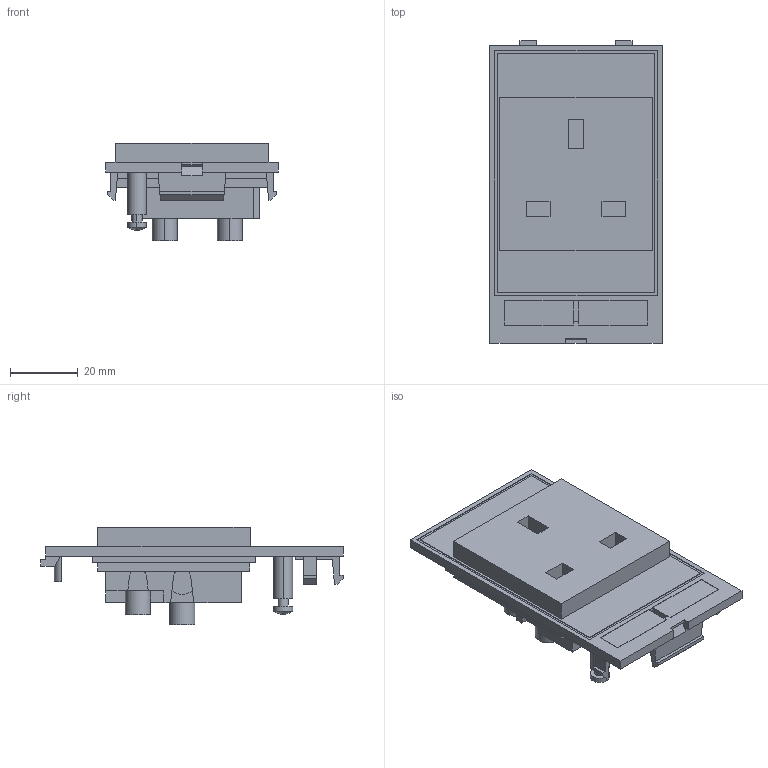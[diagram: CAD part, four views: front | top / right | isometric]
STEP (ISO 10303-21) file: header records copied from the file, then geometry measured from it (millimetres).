
FILE_DESCRIPTION(('Creo Elements/Direct Modeling STEP Export'),'2;1');
FILE_NAME('model.stp','2019-05-16T 1:51:33',(''),(''),'Creo Elements/Direct Modeling STEP processor for AP214 (Solid Model)','Creo Elements/Direct Modeling 20.1A 29-Sep-2018 (C) Parametric Technology GmbH','');
FILE_SCHEMA(('AUTOMOTIVE_DESIGN { 1 0 10303 214 1 1 1 1 }'));
Length unit declared in the file: millimetre
Products named in the file (2): VS_SI_SD_GB-select
Assembly tree (1 placements, depth 2):
  VS_SI_SD_GB-select
    VS_SI_SD_GB-select
Bounding box: 50.7 x 89 x 28.7 mm (x, y, z)
Volume: 44011.6 mm3; surface area: 16235.5 mm2
Topology: 1 solids, 1 shells, 211 faces, 548 edges, 360 vertices
Faces by surface type: plane 155, cylinder 39, extrusion 16, sphere 1
Entity records: 8506 total; most frequent: CARTESIAN_POINT 1748, ORIENTED_EDGE 1096, DIRECTION 916, EDGE_CURVE 548, VECTOR 436, LINE 420, VERTEX_POINT 360, AXIS2_PLACEMENT_3D 240
